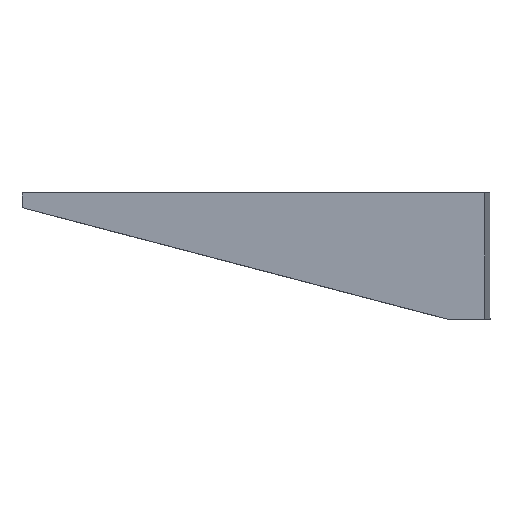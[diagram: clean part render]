
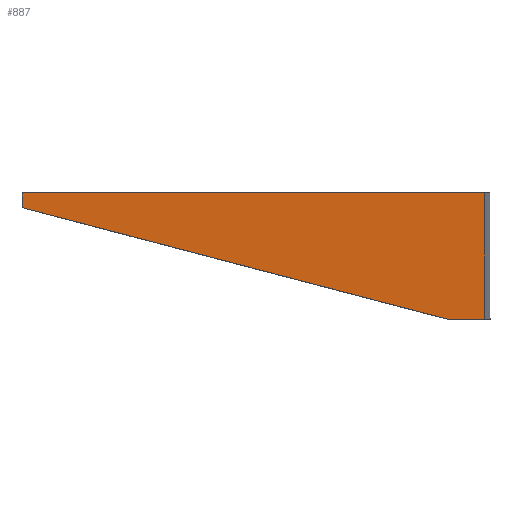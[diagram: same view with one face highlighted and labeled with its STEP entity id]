
A CAD part, left-side view. The second image highlights one B-rep face of the part: STEP entity #887.
In plain terms, the highlighted planar face has unit normal (-0.996, 0.087, 0).
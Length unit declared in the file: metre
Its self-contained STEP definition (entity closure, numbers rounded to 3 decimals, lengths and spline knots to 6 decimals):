
#887=ADVANCED_FACE('',(#2051),#2052,.T.);
#2051=FACE_OUTER_BOUND('',#3492,.T.);
#2052=PLANE('',#3493);
#3492=EDGE_LOOP('',(#6109,#6110,#6111,#6112,#6113));
#3493=AXIS2_PLACEMENT_3D('',#6114,#6115,#6116);
#6109=ORIENTED_EDGE('',*,*,#10075,.F.);
#6110=ORIENTED_EDGE('',*,*,#9885,.T.);
#6111=ORIENTED_EDGE('',*,*,#10076,.T.);
#6112=ORIENTED_EDGE('',*,*,#9065,.F.);
#6113=ORIENTED_EDGE('',*,*,#10077,.T.);
#6114=CARTESIAN_POINT('',(-0.009371,0.0252,-0.0068));
#6115=DIRECTION('',(-0.996,0.087,0.));
#6116=DIRECTION('',(-0.087,-0.996,0.));
#9065=EDGE_CURVE('',#10940,#10941,#10942,.T.);
#9885=EDGE_CURVE('',#12334,#12332,#12335,.T.);
#10075=EDGE_CURVE('',#12334,#12629,#12630,.T.);
#10076=EDGE_CURVE('',#12332,#10941,#12631,.T.);
#10077=EDGE_CURVE('',#10940,#12629,#12632,.T.);
#10940=VERTEX_POINT('',#13741);
#10941=VERTEX_POINT('',#13742);
#10942=LINE('',#13743,#13744);
#12332=VERTEX_POINT('',#15795);
#12334=VERTEX_POINT('',#15798);
#12335=LINE('',#15799,#15800);
#12629=VERTEX_POINT('',#16232);
#12630=LINE('',#16233,#16234);
#12631=LINE('',#16235,#16236);
#12632=LINE('',#16237,#16238);
#13741=CARTESIAN_POINT('',(-0.009371,0.0252,-0.0008));
#13742=CARTESIAN_POINT('',(-0.009371,0.0252,0.));
#13743=CARTESIAN_POINT('',(-0.009371,0.0252,-0.0068));
#13744=VECTOR('',#17931,1.0);
#15795=CARTESIAN_POINT('',(-0.011551,0.000284,0.));
#15798=CARTESIAN_POINT('',(-0.011551,0.000284,-0.0068));
#15799=CARTESIAN_POINT('',(-0.011551,0.000284,-0.0068));
#15800=VECTOR('',#18627,1.0);
#16232=CARTESIAN_POINT('',(-0.011374,0.0023,-0.0068));
#16233=CARTESIAN_POINT('',(-0.009371,0.0252,-0.0068));
#16234=VECTOR('',#18778,1.0);
#16235=CARTESIAN_POINT('',(-0.009371,0.0252,0.));
#16236=VECTOR('',#18779,1.0);
#16237=CARTESIAN_POINT('',(-0.009499,0.023739,-0.001183));
#16238=VECTOR('',#18780,1.0);
#17931=DIRECTION('',(0.,0.,1.0));
#18627=DIRECTION('',(0.,0.,1.0));
#18778=DIRECTION('',(0.087,0.996,0.));
#18779=DIRECTION('',(0.087,0.996,0.));
#18780=DIRECTION('',(-0.084,-0.964,-0.253));
